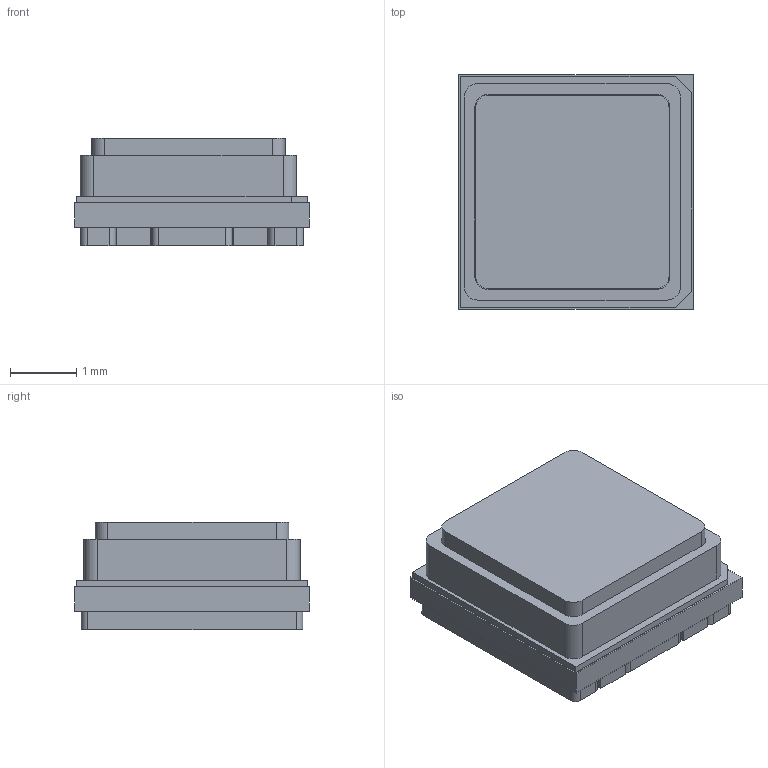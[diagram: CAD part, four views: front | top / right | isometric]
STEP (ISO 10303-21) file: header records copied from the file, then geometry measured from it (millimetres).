
FILE_DESCRIPTION(/* description */ ('Unknown'),/* implementation_level */ '2;1');
FILE_NAME(/* name */ '153353xxBA25x',/* time_stamp */ '2020-08-19T07:19:37+02:00',/* author */ ('Unknown'),/* organization */ ('Unknown'),/* preprocessor_version */ 'ST-DEVELOPER v16.7',/* originating_system */ 'DEX',/* authorisation */ $);
FILE_SCHEMA (('AUTOMOTIVE_DESIGN {1 0 10303 214 3 1 1}'));
Length unit declared in the file: millimetre
Products named in the file (6): 153353xxBA25x; Pads; Base; Cover; Dome; Glue
Assembly tree (5 placements, depth 2):
  153353xxBA25x
    Pads
    Base
    Cover
    Dome
    Glue
Bounding box: 3.55 x 3.55 x 1.62 mm (x, y, z)
Volume: 17.7 mm3; surface area: 141 mm2
Topology: 9 solids, 9 shells, 122 faces, 298 edges, 196 vertices
Faces by surface type: plane 88, cylinder 34
Full cylindrical faces by diameter (mm): 2.55 x1, 2.7 x2
Entity records: 4090 total; most frequent: DIRECTION 619, CARTESIAN_POINT 619, ORIENTED_EDGE 590, EDGE_CURVE 295, LINE 227, VECTOR 227, VERTEX_POINT 196, AXIS2_PLACEMENT_3D 196
